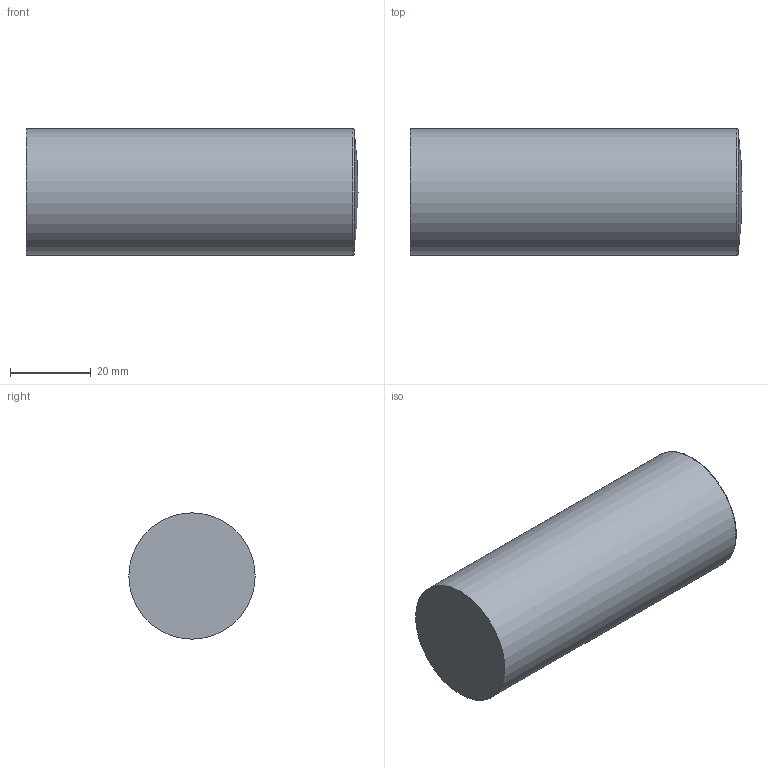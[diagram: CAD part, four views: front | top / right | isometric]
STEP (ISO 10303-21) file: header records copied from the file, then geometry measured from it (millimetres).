
FILE_DESCRIPTION(/* description */ ('Unknown'),/* implementation_level */ '2;1');
FILE_NAME(/* name */ '26677000',/* time_stamp */ '2022-08-26T12:24:29+02:00',/* author */ ('Unknown'),/* organization */ ('GROHE AG'),/* preprocessor_version */ 'ST-DEVELOPER v16.7',/* originating_system */ 'DEX',/* authorisation */ $);
FILE_SCHEMA (('AUTOMOTIVE_DESIGN {1 0 10303 214 3 1 1}'));
Length unit declared in the file: millimetre
Products named in the file (11): 26677000; id45; 081107 GTM1000C Handles Update02; 414048031_STRAHLBILD_SPRAY_FORM_100112971; A4285913_DIY_THM_Griff_Body_090831; DF_REVOL; extrude#; Housing; rail_sur; trim_sur
Assembly tree (10 placements, depth 2):
  26677000
    26677000
    id45
    081107 GTM1000C Handles Update02
    414048031_STRAHLBILD_SPRAY_FORM_100112971
    A4285913_DIY_THM_Griff_Body_090831
    DF_REVOL
    extrude#
    Housing
    rail_sur
    trim_sur
Bounding box: 82.3 x 31.3 x 31.3 mm (x, y, z)
Volume: 62946.2 mm3; surface area: 9528.5 mm2
Topology: 1 solids, 1 shells, 4 faces, 9 edges, 6 vertices
Faces by surface type: cylinder 1, plane 1, sphere 1, torus 1
Full cylindrical faces by diameter (mm): 31.3 x1
Entity records: 294 total; most frequent: DIRECTION 36, CARTESIAN_POINT 21, PRODUCT_DEFINITION_SHAPE 21, AXIS2_PLACEMENT_3D 18, SHAPE_DEFINITION_REPRESENTATION 11, SHAPE_REPRESENTATION 11, UNCERTAINTY_MEASURE_WITH_UNIT 11, PRODUCT_DEFINITION 11
